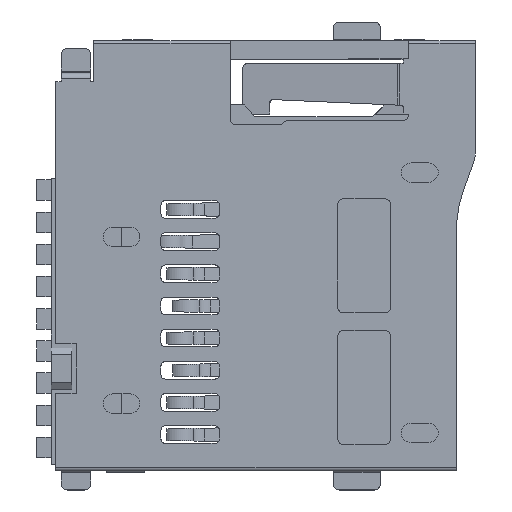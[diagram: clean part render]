
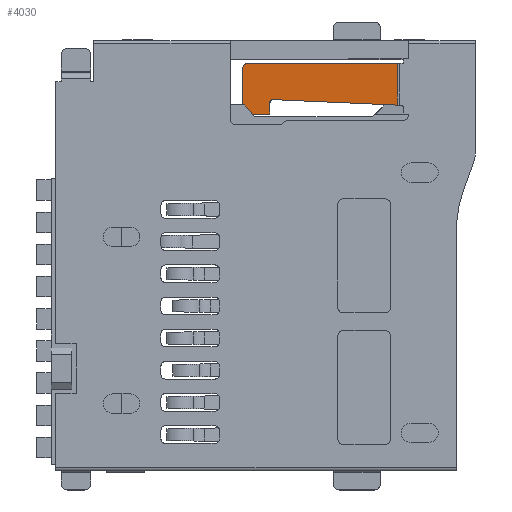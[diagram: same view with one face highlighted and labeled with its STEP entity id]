
A CAD part, top view. The second image highlights one B-rep face of the part: STEP entity #4030.
In plain terms, the highlighted planar face has unit normal (-0.087, 0, 0.996).
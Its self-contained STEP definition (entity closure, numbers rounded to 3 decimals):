
#33 = VERTEX_POINT('',#34);
#34 = CARTESIAN_POINT('',(4.409,5.237,1.836)
  );
#52 = VERTEX_POINT('',#53);
#53 = CARTESIAN_POINT('',(4.409,6.662,1.836));
#60 = EDGE_CURVE('',#33,#52,#61,.T.);
#61 = LINE('',#62,#63);
#62 = CARTESIAN_POINT('',(4.409,5.237,1.836)
  );
#63 = VECTOR('',#64,1.);
#64 = DIRECTION('',(0.,1.,0.));
#444 = VERTEX_POINT('',#445);
#445 = CARTESIAN_POINT('',(0.146,5.427,1.463)
  );
#482 = EDGE_CURVE('',#444,#33,#483,.T.);
#483 = LINE('',#484,#485);
#484 = CARTESIAN_POINT('',(0.136,5.428,1.463)
  );
#485 = VECTOR('',#486,1.);
#486 = DIRECTION('',(0.995,-0.044,
    0.087));
#4030 = ADVANCED_FACE('',(#4031),#4099,.T.);
#4031 = FACE_BOUND('',#4032,.T.);
#4032 = EDGE_LOOP('',(#4033,#4034,#4035,#4043,#4052,#4060,#4068,#4076,
    #4084,#4092));
#4033 = ORIENTED_EDGE('',*,*,#482,.T.);
#4034 = ORIENTED_EDGE('',*,*,#60,.T.);
#4035 = ORIENTED_EDGE('',*,*,#4036,.F.);
#4036 = EDGE_CURVE('',#4037,#52,#4039,.T.);
#4037 = VERTEX_POINT('',#4038);
#4038 = CARTESIAN_POINT('',(-0.694,6.662,1.39
    ));
#4039 = LINE('',#4040,#4041);
#4040 = CARTESIAN_POINT('',(0.136,6.662,1.463)
  );
#4041 = VECTOR('',#4042,1.);
#4042 = DIRECTION('',(0.996,0.,
    0.087));
#4043 = ORIENTED_EDGE('',*,*,#4044,.T.);
#4044 = EDGE_CURVE('',#4037,#4045,#4047,.T.);
#4045 = VERTEX_POINT('',#4046);
#4046 = CARTESIAN_POINT('',(-0.894,6.462,1.372
    ));
#4047 = ELLIPSE('',#4048,0.201,0.2);
#4048 = AXIS2_PLACEMENT_3D('',#4049,#4050,#4051);
#4049 = CARTESIAN_POINT('',(-0.694,6.462,1.39
    ));
#4050 = DIRECTION('',(-0.087,0.,
    0.996));
#4051 = DIRECTION('',(0.996,0.,
    0.087));
#4052 = ORIENTED_EDGE('',*,*,#4053,.F.);
#4053 = EDGE_CURVE('',#4054,#4045,#4056,.T.);
#4054 = VERTEX_POINT('',#4055);
#4055 = CARTESIAN_POINT('',(-0.894,5.242,1.372
    ));
#4056 = LINE('',#4057,#4058);
#4057 = CARTESIAN_POINT('',(-0.894,-0.268,
    1.372));
#4058 = VECTOR('',#4059,1.);
#4059 = DIRECTION('',(0.,1.,0.));
#4060 = ORIENTED_EDGE('',*,*,#4061,.F.);
#4061 = EDGE_CURVE('',#4062,#4054,#4064,.T.);
#4062 = VERTEX_POINT('',#4063);
#4063 = CARTESIAN_POINT('',(-0.804,5.242,1.38
    ));
#4064 = LINE('',#4065,#4066);
#4065 = CARTESIAN_POINT('',(0.136,5.242,1.463)
  );
#4066 = VECTOR('',#4067,1.);
#4067 = DIRECTION('',(-0.996,0.,
    -0.087));
#4068 = ORIENTED_EDGE('',*,*,#4069,.F.);
#4069 = EDGE_CURVE('',#4070,#4062,#4072,.T.);
#4070 = VERTEX_POINT('',#4071);
#4071 = CARTESIAN_POINT('',(-0.548,4.932,1.403
    ));
#4072 = LINE('',#4073,#4074);
#4073 = CARTESIAN_POINT('',(3.742,-0.268,1.778)
  );
#4074 = VECTOR('',#4075,1.);
#4075 = DIRECTION('',(-0.635,0.77,
    -0.056));
#4076 = ORIENTED_EDGE('',*,*,#4077,.T.);
#4077 = EDGE_CURVE('',#4070,#4078,#4080,.T.);
#4078 = VERTEX_POINT('',#4079);
#4079 = CARTESIAN_POINT('',(0.042,4.932,
    1.454));
#4080 = LINE('',#4081,#4082);
#4081 = CARTESIAN_POINT('',(0.136,4.932,1.463)
  );
#4082 = VECTOR('',#4083,1.);
#4083 = DIRECTION('',(0.996,0.,
    0.087));
#4084 = ORIENTED_EDGE('',*,*,#4085,.F.);
#4085 = EDGE_CURVE('',#4086,#4078,#4088,.T.);
#4086 = VERTEX_POINT('',#4087);
#4087 = CARTESIAN_POINT('',(0.042,5.328,
    1.454));
#4088 = LINE('',#4089,#4090);
#4089 = CARTESIAN_POINT('',(0.042,-0.268,
    1.454));
#4090 = VECTOR('',#4091,1.);
#4091 = DIRECTION('',(0.,-1.,0.));
#4092 = ORIENTED_EDGE('',*,*,#4093,.F.);
#4093 = EDGE_CURVE('',#444,#4086,#4094,.T.);
#4094 = CIRCLE('',#4095,0.1);
#4095 = AXIS2_PLACEMENT_3D('',#4096,#4097,#4098);
#4096 = CARTESIAN_POINT('',(0.141,5.328,1.463
    ));
#4097 = DIRECTION('',(-0.087,0.,
    0.996));
#4098 = DIRECTION('',(-0.996,0.,
    -0.087));
#4099 = PLANE('',#4100);
#4100 = AXIS2_PLACEMENT_3D('',#4101,#4102,#4103);
#4101 = CARTESIAN_POINT('',(-0.894,4.932,1.372
    ));
#4102 = DIRECTION('',(-0.087,0.,
    0.996));
#4103 = DIRECTION('',(0.996,0.,
    0.087));
